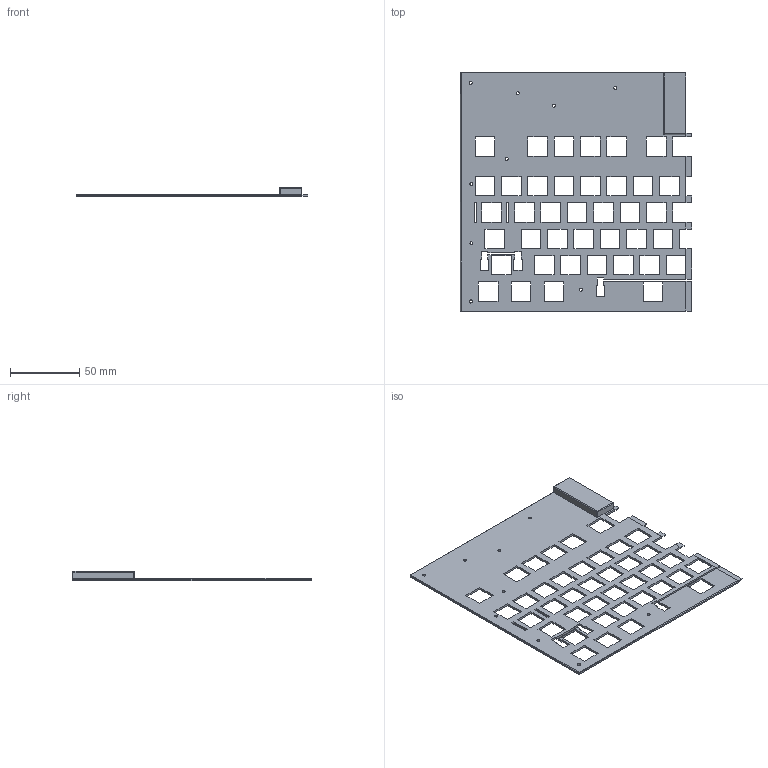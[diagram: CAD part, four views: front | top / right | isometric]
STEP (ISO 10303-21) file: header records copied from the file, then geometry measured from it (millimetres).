
FILE_DESCRIPTION(/* description */ (''),/* implementation_level */ '2;1');
FILE_NAME(/* name */ 'top_plate_2.step',/* time_stamp */ '2026-02-13T22:19:06+01:00',/* author */ (''),/* organization */ (''),/* preprocessor_version */ 'ST-DEVELOPER v20.1',/* originating_system */ 'Autodesk Translation Framework v14.24.0.0',/* authorisation */ '');
FILE_SCHEMA (('AUTOMOTIVE_DESIGN { 1 0 10303 214 3 1 1 }'));
Length unit declared in the file: millimetre
Products named in the file (1): FusionComponent
Bounding box: 166.94 x 173.05 x 6.6 mm (x, y, z)
Volume: 32539.6 mm3; surface area: 45788 mm2
Topology: 1 solids, 1 shells, 267 faces, 784 edges, 518 vertices
Faces by surface type: plane 244, cylinder 19, sphere 3, bspline 1
Full cylindrical faces by diameter (mm): 2.2 x9
Entity records: 8963 total; most frequent: CARTESIAN_POINT 1602, ORIENTED_EDGE 1566, DIRECTION 1353, EDGE_CURVE 783, LINE 745, VECTOR 745, VERTEX_POINT 518, EDGE_LOOP 369
